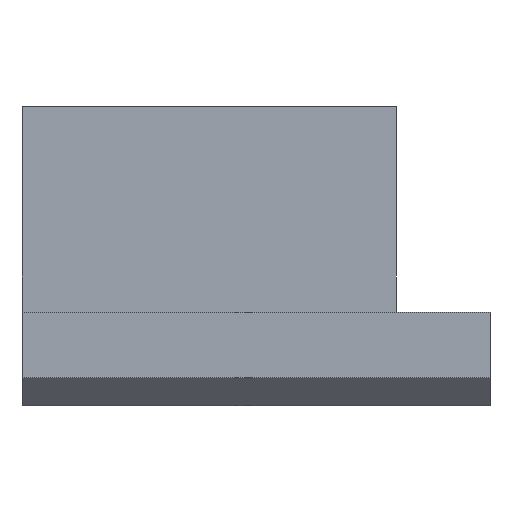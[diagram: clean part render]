
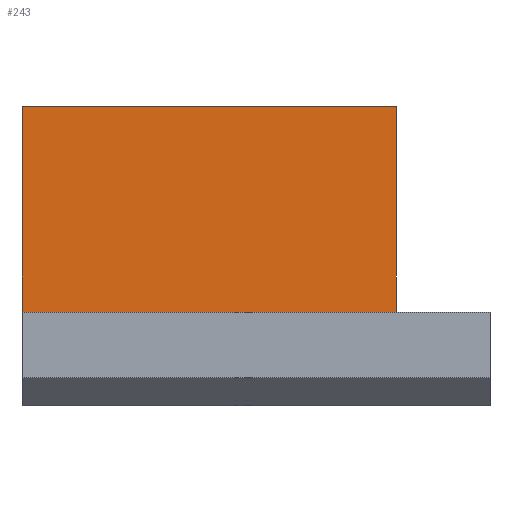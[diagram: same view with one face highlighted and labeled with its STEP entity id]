
A CAD part, left-side view. The second image highlights one B-rep face of the part: STEP entity #243.
In plain terms, the highlighted planar face has unit normal (-1, 0, 0).
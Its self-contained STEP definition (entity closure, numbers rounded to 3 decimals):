
#122=CARTESIAN_POINT('',(-4.,10.0,-4.));
#123=VERTEX_POINT('',#122);
#124=CARTESIAN_POINT('',(-4.,10.0,18.));
#125=VERTEX_POINT('',#124);
#126=CARTESIAN_POINT('',(-4.,10.0,-4.));
#127=DIRECTION('',(0.0,0.0,1.0));
#128=VECTOR('',#127,22.0);
#129=LINE('',#126,#128);
#130=EDGE_CURVE('',#123,#125,#129,.T.);
#213=CARTESIAN_POINT('',(-4.,50.0,-4.0));
#214=DIRECTION('',(-1.0,0.0,0.0));
#215=DIRECTION('',(0.0,-1.0,0.0));
#216=AXIS2_PLACEMENT_3D('',#213,#214,#215);
#217=PLANE('',#216);
#218=ORIENTED_EDGE('',*,*,#130,.T.);
#219=CARTESIAN_POINT('',(-4.,50.0,18.));
#220=VERTEX_POINT('',#219);
#221=CARTESIAN_POINT('',(-4.,50.0,18.));
#222=DIRECTION('',(0.0,-1.0,0.0));
#223=VECTOR('',#222,40.0);
#224=LINE('',#221,#223);
#225=EDGE_CURVE('',#220,#125,#224,.T.);
#226=ORIENTED_EDGE('',*,*,#225,.F.);
#227=CARTESIAN_POINT('',(-4.,50.0,-4.0));
#228=VERTEX_POINT('',#227);
#229=CARTESIAN_POINT('',(-4.,50.0,-4.0));
#230=DIRECTION('',(0.0,0.0,1.0));
#231=VECTOR('',#230,22.0);
#232=LINE('',#229,#231);
#233=EDGE_CURVE('',#228,#220,#232,.T.);
#234=ORIENTED_EDGE('',*,*,#233,.F.);
#235=CARTESIAN_POINT('',(-4.,50.0,-4.0));
#236=DIRECTION('',(0.0,-1.0,0.0));
#237=VECTOR('',#236,40.0);
#238=LINE('',#235,#237);
#239=EDGE_CURVE('',#228,#123,#238,.T.);
#240=ORIENTED_EDGE('',*,*,#239,.T.);
#241=EDGE_LOOP('',(#218,#226,#234,#240));
#242=FACE_OUTER_BOUND('',#241,.T.);
#243=ADVANCED_FACE('',(#242),#217,.T.);
